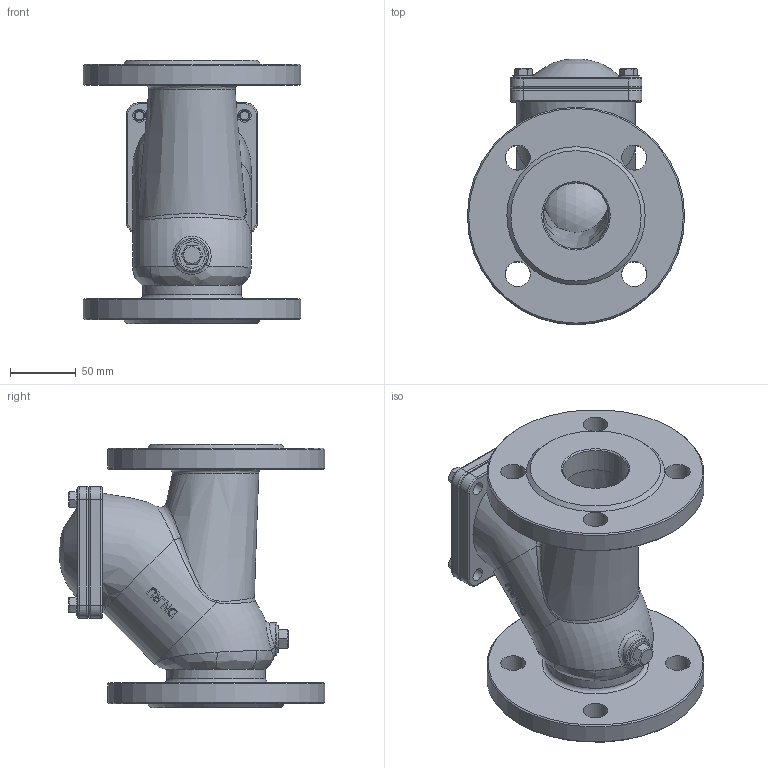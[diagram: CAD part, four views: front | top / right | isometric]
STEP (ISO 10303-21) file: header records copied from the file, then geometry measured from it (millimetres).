
FILE_DESCRIPTION(/* description */ (''),/* implementation_level */ '2;1');
FILE_NAME(/* name */ 'DN50_3D_STEP.stp',/* time_stamp */ '2023-12-22T18:33:49+03:00',/* author */ ('igorr'),/* organization */ (''),/* preprocessor_version */ 'ST-DEVELOPER v19.2',/* originating_system */ 'Autodesk Inventor 2023',/* authorisation */ '');
FILE_SCHEMA (('AUTOMOTIVE_DESIGN { 1 0 10303 214 3 1 1 }'));
Length unit declared in the file: millimetre
Products named in the file (5): Сборка; Деталь1; Деталь2; AS 1427 - M8 x 12; AS 1427 - M10 x 20
Assembly tree (7 placements, depth 2):
  Сборка
    Деталь1
    Деталь2
    AS 1427 - M8 x 12  x4
    AS 1427 - M10 x 20
Bounding box: 165 x 201.68 x 200 mm (x, y, z)
Volume: 1642940.4 mm3; surface area: 232721.1 mm2
Topology: 7 solids, 7 shells, 270 faces, 630 edges, 399 vertices
Faces by surface type: plane 110, cylinder 74, bspline 38, torus 23, cone 23, sphere 2
Full cylindrical faces by diameter (mm): 6.466 x4, 8 x4, 8.16 x1, 10 x9, 12 x1, 16 x4, 19 x8, 20 x1, 50 x3, 70 x1, 75 x1, 165 x2
Entity records: 8965 total; most frequent: CARTESIAN_POINT 3459, ORIENTED_EDGE 1056, DIRECTION 1044, EDGE_CURVE 528, AXIS2_PLACEMENT_3D 416, VERTEX_POINT 336, EDGE_LOOP 276, FACE_OUTER_BOUND 222
